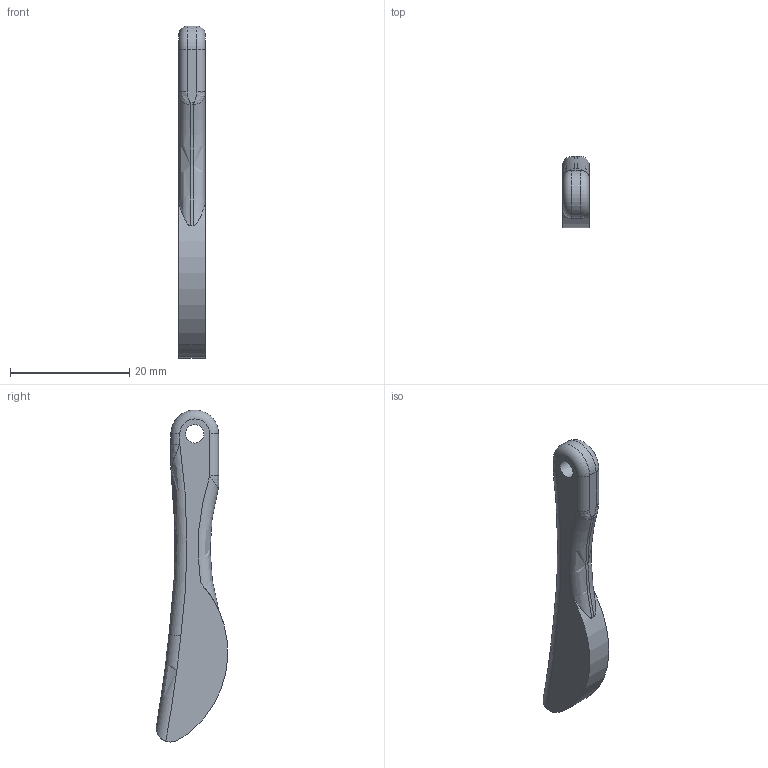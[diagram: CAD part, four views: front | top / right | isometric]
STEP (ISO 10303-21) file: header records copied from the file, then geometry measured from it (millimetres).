
FILE_DESCRIPTION(/* description */ ('Unknown'),/* implementation_level */ '2;1');
FILE_NAME(/* name */ 'ADHD-TRIGGER',/* time_stamp */ '2019-06-26T21:07:46+10:00',/* author */ ('Unknown'),/* organization */ ('Unknown'),/* preprocessor_version */ 'ST-DEVELOPER v16',/* originating_system */ 'DEX',/* authorisation */ $);
FILE_SCHEMA (('AUTOMOTIVE_DESIGN {1 0 10303 214 3 1 1}'));
Length unit declared in the file: millimetre
Products named in the file (1): ADHD-TRIGGER
Bounding box: 4.5 x 11.98 x 55.66 mm (x, y, z)
Volume: 1742.1 mm3; surface area: 1281.7 mm2
Topology: 1 solids, 1 shells, 30 faces, 70 edges, 42 vertices
Faces by surface type: cylinder 14, torus 8, plane 4, bspline 4
Full cylindrical faces by diameter (mm): 3.1 x1
Entity records: 1495 total; most frequent: CARTESIAN_POINT 790, DIRECTION 145, ORIENTED_EDGE 138, EDGE_CURVE 69, AXIS2_PLACEMENT_3D 63, VERTEX_POINT 42, CIRCLE 36, EDGE_LOOP 33
